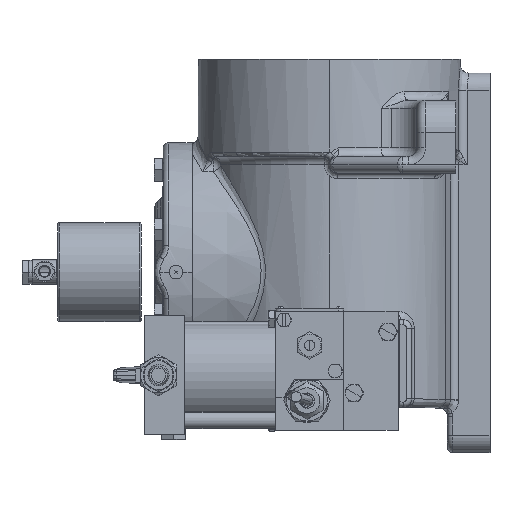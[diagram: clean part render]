
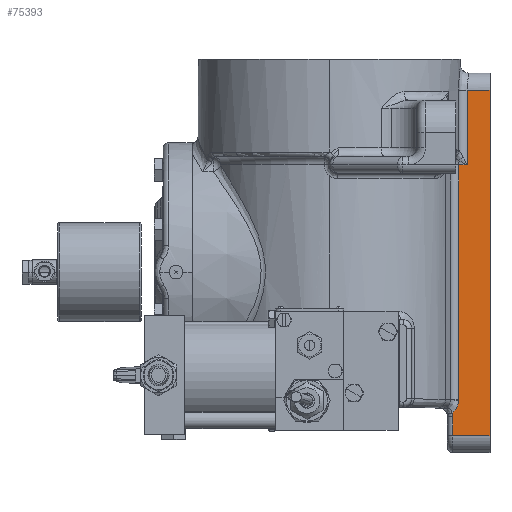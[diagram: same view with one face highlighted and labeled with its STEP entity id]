
A CAD part, left-side view. The second image highlights one B-rep face of the part: STEP entity #75393.
In plain terms, the highlighted planar face has unit normal (-1, 0, 0).
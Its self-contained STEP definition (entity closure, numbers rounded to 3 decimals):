
#6005 = FACE_OUTER_BOUND ( 'NONE', #57082, .T. ) ;
#7877 = EDGE_CURVE ( 'NONE', #84112, #84110, #13793, .T. ) ;
#9506 = EDGE_CURVE ( 'NONE', #73138, #72847, #101758, .T. ) ;
#9553 = EDGE_CURVE ( 'NONE', #72847, #73135, #101633, .T. ) ;
#9833 = EDGE_CURVE ( 'NONE', #72979, #72812, #103128, .T. ) ;
#9909 = EDGE_CURVE ( 'NONE', #72812, #84112, #14006, .T. ) ;
#9920 = EDGE_CURVE ( 'NONE', #84110, #72736, #101310, .T. ) ;
#9922 = EDGE_CURVE ( 'NONE', #72736, #72916, #102953, .T. ) ;
#11260 = EDGE_CURVE ( 'NONE', #73135, #72979, #39878, .T. ) ;
#11406 = EDGE_CURVE ( 'NONE', #73138, #72583, #39494, .T. ) ;
#11819 = EDGE_CURVE ( 'NONE', #72583, #72916, #62749, .T. ) ;
#13793 =( BOUNDED_CURVE ( )  B_SPLINE_CURVE ( 3, ( #64152, #64148, #64147, #64145 ),
 .UNSPECIFIED., .F., .T. ) 
 B_SPLINE_CURVE_WITH_KNOTS ( ( 4, 4 ),
 ( 0., 0.877 ),
 .UNSPECIFIED. ) 
 CURVE ( )  GEOMETRIC_REPRESENTATION_ITEM ( )  RATIONAL_B_SPLINE_CURVE ( ( 1., 0.937, 0.937, 1. ) ) 
 REPRESENTATION_ITEM ( '' )  );
#14006 =( BOUNDED_CURVE ( )  B_SPLINE_CURVE ( 3, ( #41703, #41666, #41662, #41656 ),
 .UNSPECIFIED., .F., .F. ) 
 B_SPLINE_CURVE_WITH_KNOTS ( ( 4, 4 ),
 ( 6.258, 6.283 ),
 .UNSPECIFIED. ) 
 CURVE ( )  GEOMETRIC_REPRESENTATION_ITEM ( )  RATIONAL_B_SPLINE_CURVE ( ( 1., 1., 1., 1. ) ) 
 REPRESENTATION_ITEM ( '' )  );
#18048 = CARTESIAN_POINT ( 'NONE',  ( -7.5, -94.5, 107. ) ) ;
#18051 = CARTESIAN_POINT ( 'NONE',  ( -7.5, -81.042, 63. ) ) ;
#18192 = CARTESIAN_POINT ( 'NONE',  ( -7.5, -76.193, 63. ) ) ;
#18246 = CARTESIAN_POINT ( 'NONE',  ( -7.5, -72.5, -96. ) ) ;
#18313 = CARTESIAN_POINT ( 'NONE',  ( -7.5, -81.042, 107. ) ) ;
#18345 = CARTESIAN_POINT ( 'NONE',  ( -7.5, -76.193, -74.93 ) ) ;
#18416 = CARTESIAN_POINT ( 'NONE',  ( -7.5, -72.5, -84.877 ) ) ;
#18547 = CARTESIAN_POINT ( 'NONE',  ( -7.5, -94.5, -96. ) ) ;
#24142 = CARTESIAN_POINT ( 'NONE',  ( -7.5, -97.5, -96. ) ) ;
#24145 = PLANE ( 'NONE',  #31266 ) ;
#24173 = DIRECTION ( 'NONE',  ( 1., 0., 0. ) ) ;
#24176 = DIRECTION ( 'NONE',  ( 0., 1., 0. ) ) ;
#27986 = CARTESIAN_POINT ( 'NONE',  ( -7.5, -72.217, -82.767 ) ) ;
#27987 = CARTESIAN_POINT ( 'NONE',  ( -7.5, -76.19, -75.18 ) ) ;
#31266 = AXIS2_PLACEMENT_3D ( 'NONE', #24142, #24173, #24176 ) ;
#32373 = DIRECTION ( 'NONE',  ( 0., 1., 0. ) ) ;
#32374 = CARTESIAN_POINT ( 'NONE',  ( -7.5, -97.5, -96. ) ) ;
#39494 = LINE ( 'NONE', #82351, #39500 ) ;
#39500 = VECTOR ( 'NONE', #82349, 1000. ) ;
#39876 = VECTOR ( 'NONE', #53260, 1000. ) ;
#39878 = LINE ( 'NONE', #53261, #39876 ) ;
#41002 = DIRECTION ( 'NONE',  ( 0., 0., -1. ) ) ;
#41028 = CARTESIAN_POINT ( 'NONE',  ( -7.5, -72.5, -96. ) ) ;
#41041 = DIRECTION ( 'NONE',  ( 0., 1., 0. ) ) ;
#41043 = DIRECTION ( 'NONE',  ( 1., 0., 0. ) ) ;
#41276 = CARTESIAN_POINT ( 'NONE',  ( -7.5, -64.5, -84.877 ) ) ;
#41656 = CARTESIAN_POINT ( 'NONE',  ( -7.5, -76.19, -75.18 ) ) ;
#41662 = CARTESIAN_POINT ( 'NONE',  ( -7.5, -76.192, -75.097 ) ) ;
#41666 = CARTESIAN_POINT ( 'NONE',  ( -7.5, -76.193, -75.013 ) ) ;
#41703 = CARTESIAN_POINT ( 'NONE',  ( -7.5, -76.193, -74.93 ) ) ;
#44093 = DIRECTION ( 'NONE',  ( 0., 0., -1. ) ) ;
#44102 = CARTESIAN_POINT ( 'NONE',  ( -7.5, -76.193, -74.958 ) ) ;
#46343 = DIRECTION ( 'NONE',  ( 0., 0., -1. ) ) ;
#46344 = CARTESIAN_POINT ( 'NONE',  ( -7.5, -81.042, -96. ) ) ;
#46532 = DIRECTION ( 'NONE',  ( 0., 1., 0. ) ) ;
#46541 = CARTESIAN_POINT ( 'NONE',  ( -7.5, -97.5, 107. ) ) ;
#53260 = DIRECTION ( 'NONE',  ( 0., 1., 0. ) ) ;
#53261 = CARTESIAN_POINT ( 'NONE',  ( -7.5, -72.5, 63. ) ) ;
#57082 = EDGE_LOOP ( 'NONE', ( #69540, #69541, #69543, #69544, #69546, #69548, #69549, #69551, #69552, #69554 ) ) ;
#62745 = VECTOR ( 'NONE', #32373, 1000. ) ;
#62749 = LINE ( 'NONE', #32374, #62745 ) ;
#64145 = CARTESIAN_POINT ( 'NONE',  ( -7.5, -72.217, -82.767 ) ) ;
#64147 = CARTESIAN_POINT ( 'NONE',  ( -7.5, -74.697, -80.9 ) ) ;
#64148 = CARTESIAN_POINT ( 'NONE',  ( -7.5, -76.111, -78.2 ) ) ;
#64152 = CARTESIAN_POINT ( 'NONE',  ( -7.5, -76.19, -75.18 ) ) ;
#69540 = ORIENTED_EDGE ( 'NONE', *, *, #11406, .F. ) ;
#69541 = ORIENTED_EDGE ( 'NONE', *, *, #9506, .T. ) ;
#69543 = ORIENTED_EDGE ( 'NONE', *, *, #9553, .T. ) ;
#69544 = ORIENTED_EDGE ( 'NONE', *, *, #11260, .T. ) ;
#69546 = ORIENTED_EDGE ( 'NONE', *, *, #9833, .T. ) ;
#69548 = ORIENTED_EDGE ( 'NONE', *, *, #9909, .T. ) ;
#69549 = ORIENTED_EDGE ( 'NONE', *, *, #7877, .T. ) ;
#69551 = ORIENTED_EDGE ( 'NONE', *, *, #9920, .T. ) ;
#69552 = ORIENTED_EDGE ( 'NONE', *, *, #9922, .T. ) ;
#69554 = ORIENTED_EDGE ( 'NONE', *, *, #11819, .F. ) ;
#72583 = VERTEX_POINT ( 'NONE', #18547 ) ;
#72736 = VERTEX_POINT ( 'NONE', #18416 ) ;
#72812 = VERTEX_POINT ( 'NONE', #18345 ) ;
#72847 = VERTEX_POINT ( 'NONE', #18313 ) ;
#72916 = VERTEX_POINT ( 'NONE', #18246 ) ;
#72979 = VERTEX_POINT ( 'NONE', #18192 ) ;
#73135 = VERTEX_POINT ( 'NONE', #18051 ) ;
#73138 = VERTEX_POINT ( 'NONE', #18048 ) ;
#75393 = ADVANCED_FACE ( 'NONE', ( #6005 ), #24145, .F. ) ;
#81557 = AXIS2_PLACEMENT_3D ( 'NONE', #41276, #41043, #41041 ) ;
#82349 = DIRECTION ( 'NONE',  ( 0., 0., -1. ) ) ;
#82351 = CARTESIAN_POINT ( 'NONE',  ( -7.5, -94.5, -96. ) ) ;
#84110 = VERTEX_POINT ( 'NONE', #27986 ) ;
#84112 = VERTEX_POINT ( 'NONE', #27987 ) ;
#101061 = VECTOR ( 'NONE', #41002, 1000. ) ;
#101310 = CIRCLE ( 'NONE', #81557, 8. ) ;
#101631 = VECTOR ( 'NONE', #46343, 1000. ) ;
#101633 = LINE ( 'NONE', #46344, #101631 ) ;
#101737 = VECTOR ( 'NONE', #44093, 1000. ) ;
#101758 = LINE ( 'NONE', #46541, #101789 ) ;
#101789 = VECTOR ( 'NONE', #46532, 1000. ) ;
#102953 = LINE ( 'NONE', #41028, #101061 ) ;
#103128 = LINE ( 'NONE', #44102, #101737 ) ;
